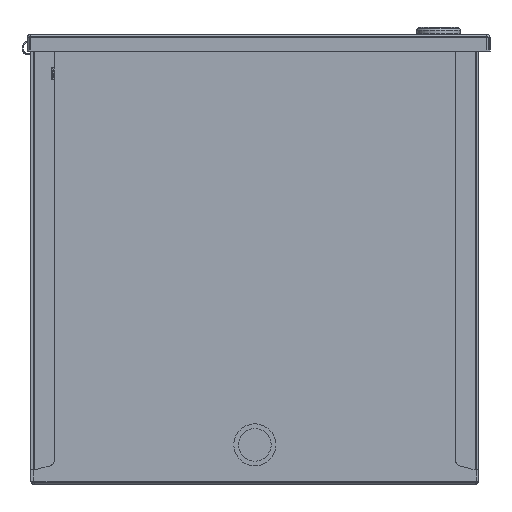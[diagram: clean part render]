
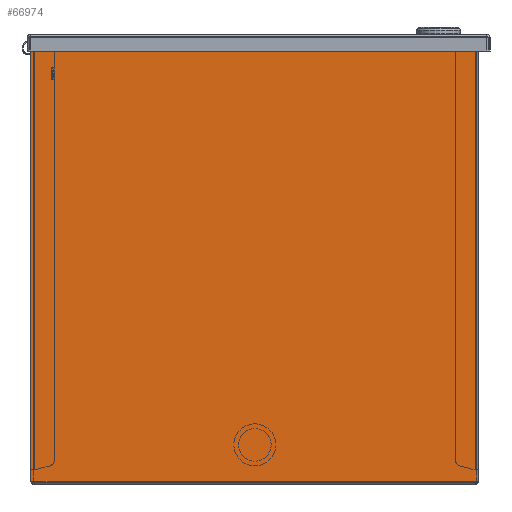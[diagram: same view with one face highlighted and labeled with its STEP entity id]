
A CAD part, left-side view. The second image highlights one B-rep face of the part: STEP entity #66974.
In plain terms, the highlighted planar face has unit normal (-1, 0, 0).
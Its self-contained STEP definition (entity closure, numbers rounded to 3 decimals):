
#4561=FACE_BOUND('',#11336,.T.);
#4562=FACE_BOUND('',#11337,.T.);
#4563=FACE_BOUND('',#11338,.T.);
#4564=FACE_BOUND('',#11339,.T.);
#5182=PLANE('',#71447);
#7404=FACE_OUTER_BOUND('',#11335,.T.);
#11335=EDGE_LOOP('',(#49027,#49028,#49029,#49030));
#11336=EDGE_LOOP('',(#49031,#49032,#49033,#49034));
#11337=EDGE_LOOP('',(#49035,#49036,#49037,#49038));
#11338=EDGE_LOOP('',(#49039,#49040,#49041,#49042));
#11339=EDGE_LOOP('',(#49043,#49044,#49045,#49046));
#15004=LINE('',#91037,#21583);
#15536=LINE('',#92624,#22115);
#15540=LINE('',#92638,#22119);
#15546=LINE('',#92652,#22125);
#15555=LINE('',#92681,#22134);
#15568=LINE('',#92720,#22147);
#15572=LINE('',#92734,#22151);
#15578=LINE('',#92748,#22157);
#15587=LINE('',#92777,#22166);
#15986=LINE('',#93728,#22565);
#15990=LINE('',#93737,#22569);
#16077=LINE('',#93990,#22656);
#21583=VECTOR('',#75302,0.394);
#22115=VECTOR('',#76882,0.394);
#22119=VECTOR('',#76900,0.394);
#22125=VECTOR('',#76910,0.394);
#22134=VECTOR('',#76941,0.394);
#22147=VECTOR('',#76978,0.394);
#22151=VECTOR('',#76996,0.394);
#22157=VECTOR('',#77006,0.394);
#22166=VECTOR('',#77037,0.394);
#22565=VECTOR('',#77890,0.394);
#22569=VECTOR('',#77902,0.394);
#22656=VECTOR('',#78137,0.394);
#28320=CIRCLE('',#71084,0.438);
#28324=CIRCLE('',#71093,0.437);
#28330=CIRCLE('',#71105,0.438);
#28332=CIRCLE('',#71110,0.437);
#28336=CIRCLE('',#71116,0.563);
#28340=CIRCLE('',#71125,0.562);
#28346=CIRCLE('',#71137,0.563);
#28348=CIRCLE('',#71142,0.562);
#29662=VERTEX_POINT('',#91034);
#29663=VERTEX_POINT('',#91036);
#30186=VERTEX_POINT('',#92602);
#30187=VERTEX_POINT('',#92603);
#30194=VERTEX_POINT('',#92623);
#30196=VERTEX_POINT('',#92632);
#30202=VERTEX_POINT('',#92650);
#30203=VERTEX_POINT('',#92651);
#30210=VERTEX_POINT('',#92671);
#30212=VERTEX_POINT('',#92680);
#30218=VERTEX_POINT('',#92698);
#30219=VERTEX_POINT('',#92699);
#30226=VERTEX_POINT('',#92719);
#30228=VERTEX_POINT('',#92728);
#30234=VERTEX_POINT('',#92746);
#30235=VERTEX_POINT('',#92747);
#30242=VERTEX_POINT('',#92767);
#30244=VERTEX_POINT('',#92776);
#30568=VERTEX_POINT('',#93725);
#30569=VERTEX_POINT('',#93727);
#36094=EDGE_CURVE('',#29662,#29663,#15004,.T.);
#36877=EDGE_CURVE('',#30186,#30187,#28320,.T.);
#36887=EDGE_CURVE('',#30187,#30194,#15536,.T.);
#36892=EDGE_CURVE('',#30194,#30196,#28324,.T.);
#36895=EDGE_CURVE('',#30196,#30186,#15540,.T.);
#36901=EDGE_CURVE('',#30202,#30203,#15546,.T.);
#36911=EDGE_CURVE('',#30203,#30210,#28330,.T.);
#36916=EDGE_CURVE('',#30210,#30212,#15555,.T.);
#36919=EDGE_CURVE('',#30212,#30202,#28332,.T.);
#36925=EDGE_CURVE('',#30218,#30219,#28336,.T.);
#36935=EDGE_CURVE('',#30219,#30226,#15568,.T.);
#36940=EDGE_CURVE('',#30226,#30228,#28340,.T.);
#36943=EDGE_CURVE('',#30228,#30218,#15572,.T.);
#36949=EDGE_CURVE('',#30234,#30235,#15578,.T.);
#36959=EDGE_CURVE('',#30235,#30242,#28346,.T.);
#36964=EDGE_CURVE('',#30242,#30244,#15587,.T.);
#36967=EDGE_CURVE('',#30244,#30234,#28348,.T.);
#37446=EDGE_CURVE('',#30569,#30568,#15986,.T.);
#37451=EDGE_CURVE('',#29662,#30569,#15990,.T.);
#37566=EDGE_CURVE('',#29663,#30568,#16077,.T.);
#49027=ORIENTED_EDGE('',*,*,#37451,.T.);
#49028=ORIENTED_EDGE('',*,*,#37446,.T.);
#49029=ORIENTED_EDGE('',*,*,#37566,.F.);
#49030=ORIENTED_EDGE('',*,*,#36094,.F.);
#49031=ORIENTED_EDGE('',*,*,#36892,.T.);
#49032=ORIENTED_EDGE('',*,*,#36895,.T.);
#49033=ORIENTED_EDGE('',*,*,#36877,.T.);
#49034=ORIENTED_EDGE('',*,*,#36887,.T.);
#49035=ORIENTED_EDGE('',*,*,#36916,.T.);
#49036=ORIENTED_EDGE('',*,*,#36919,.T.);
#49037=ORIENTED_EDGE('',*,*,#36901,.T.);
#49038=ORIENTED_EDGE('',*,*,#36911,.T.);
#49039=ORIENTED_EDGE('',*,*,#36940,.T.);
#49040=ORIENTED_EDGE('',*,*,#36943,.T.);
#49041=ORIENTED_EDGE('',*,*,#36925,.T.);
#49042=ORIENTED_EDGE('',*,*,#36935,.T.);
#49043=ORIENTED_EDGE('',*,*,#36964,.T.);
#49044=ORIENTED_EDGE('',*,*,#36967,.T.);
#49045=ORIENTED_EDGE('',*,*,#36949,.T.);
#49046=ORIENTED_EDGE('',*,*,#36959,.T.);
#66974=ADVANCED_FACE('',(#7404,#4561,#4562,#4563,#4564),#5182,.T.);
#71084=AXIS2_PLACEMENT_3D('',#92604,#76864,#76865);
#71093=AXIS2_PLACEMENT_3D('',#92633,#76893,#76894);
#71105=AXIS2_PLACEMENT_3D('',#92672,#76930,#76931);
#71110=AXIS2_PLACEMENT_3D('',#92686,#76946,#76947);
#71116=AXIS2_PLACEMENT_3D('',#92700,#76960,#76961);
#71125=AXIS2_PLACEMENT_3D('',#92729,#76989,#76990);
#71137=AXIS2_PLACEMENT_3D('',#92768,#77026,#77027);
#71142=AXIS2_PLACEMENT_3D('',#92782,#77042,#77043);
#71447=AXIS2_PLACEMENT_3D('',#94013,#78141,#78142);
#75302=DIRECTION('',(0.,0.,-1.));
#76864=DIRECTION('center_axis',(1.,0.,0.));
#76865=DIRECTION('ref_axis',(0.,0.,-1.));
#76882=DIRECTION('',(0.,0.,-1.));
#76893=DIRECTION('center_axis',(-1.,0.,0.));
#76894=DIRECTION('ref_axis',(0.,0.,1.));
#76900=DIRECTION('',(0.,0.,-1.));
#76910=DIRECTION('',(0.,0.,1.));
#76930=DIRECTION('center_axis',(1.,0.,0.));
#76931=DIRECTION('ref_axis',(0.,0.,-1.));
#76941=DIRECTION('',(0.,0.,1.));
#76946=DIRECTION('center_axis',(-1.,0.,0.));
#76947=DIRECTION('ref_axis',(0.,0.,1.));
#76960=DIRECTION('center_axis',(1.,0.,0.));
#76961=DIRECTION('ref_axis',(0.,0.,-1.));
#76978=DIRECTION('',(0.,-1.,0.));
#76989=DIRECTION('center_axis',(-1.,0.,0.));
#76990=DIRECTION('ref_axis',(0.,0.,1.));
#76996=DIRECTION('',(0.,-1.,0.));
#77006=DIRECTION('',(0.,1.,0.));
#77026=DIRECTION('center_axis',(1.,0.,0.));
#77027=DIRECTION('ref_axis',(0.,0.,-1.));
#77037=DIRECTION('',(0.,1.,0.));
#77042=DIRECTION('center_axis',(-1.,0.,0.));
#77043=DIRECTION('ref_axis',(0.,0.,1.));
#77890=DIRECTION('',(0.,0.,-1.));
#77902=DIRECTION('',(0.,1.,0.));
#78137=DIRECTION('',(0.,1.,0.));
#78141=DIRECTION('center_axis',(-1.,0.,0.));
#78142=DIRECTION('ref_axis',(0.,0.,1.));
#91034=CARTESIAN_POINT('',(-24.,-6.,11.914));
#91036=CARTESIAN_POINT('',(-24.,-6.,0.086));
#91037=CARTESIAN_POINT('',(-24.,-6.,12.));
#92602=CARTESIAN_POINT('',(-24.,0.04,0.627));
#92603=CARTESIAN_POINT('',(-24.,0.04,1.498));
#92604=CARTESIAN_POINT('Origin',(-24.,0.,1.063));
#92623=CARTESIAN_POINT('',(-24.,0.04,1.498));
#92624=CARTESIAN_POINT('',(-24.,0.04,6.749));
#92632=CARTESIAN_POINT('',(-24.,0.04,0.627));
#92633=CARTESIAN_POINT('Origin',(-24.,0.,1.063));
#92638=CARTESIAN_POINT('',(-24.,0.04,6.313));
#92650=CARTESIAN_POINT('',(-24.,-0.04,1.498));
#92651=CARTESIAN_POINT('',(-24.,-0.04,1.498));
#92652=CARTESIAN_POINT('',(-24.,-0.04,6.749));
#92671=CARTESIAN_POINT('',(-24.,-0.04,0.627));
#92672=CARTESIAN_POINT('Origin',(-24.,0.,1.063));
#92680=CARTESIAN_POINT('',(-24.,-0.04,0.627));
#92681=CARTESIAN_POINT('',(-24.,-0.04,6.313));
#92686=CARTESIAN_POINT('Origin',(-24.,0.,1.063));
#92698=CARTESIAN_POINT('',(-24.,-0.56,1.013));
#92699=CARTESIAN_POINT('',(-24.,0.56,1.012));
#92700=CARTESIAN_POINT('Origin',(-24.,0.,1.063));
#92719=CARTESIAN_POINT('',(-24.,0.56,1.012));
#92720=CARTESIAN_POINT('',(-24.,-2.72,1.013));
#92728=CARTESIAN_POINT('',(-24.,-0.56,1.013));
#92729=CARTESIAN_POINT('Origin',(-24.,0.,1.063));
#92734=CARTESIAN_POINT('',(-24.,-3.28,1.012));
#92746=CARTESIAN_POINT('',(-24.,0.56,1.112));
#92747=CARTESIAN_POINT('',(-24.,0.56,1.112));
#92748=CARTESIAN_POINT('',(-24.,-2.72,1.112));
#92767=CARTESIAN_POINT('',(-24.,-0.56,1.113));
#92768=CARTESIAN_POINT('Origin',(-24.,0.,1.063));
#92776=CARTESIAN_POINT('',(-24.,-0.56,1.113));
#92777=CARTESIAN_POINT('',(-24.,-3.28,1.113));
#92782=CARTESIAN_POINT('Origin',(-24.,0.,1.063));
#93725=CARTESIAN_POINT('',(-24.,6.,0.086));
#93727=CARTESIAN_POINT('',(-24.,6.,11.914));
#93728=CARTESIAN_POINT('',(-24.,6.,12.));
#93737=CARTESIAN_POINT('',(-24.,0.,11.914));
#93990=CARTESIAN_POINT('',(-24.,6.,0.086));
#94013=CARTESIAN_POINT('Origin',(-24.,-6.,12.));
